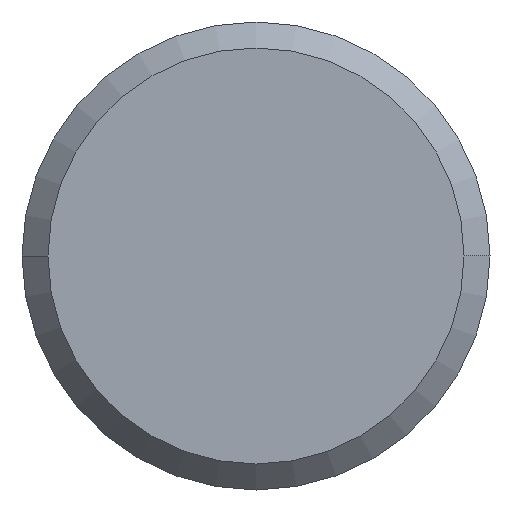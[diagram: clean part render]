
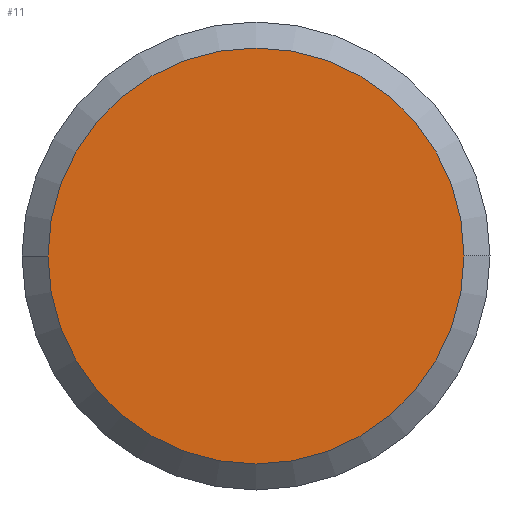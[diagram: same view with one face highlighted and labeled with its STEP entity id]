
A CAD part, left-side view. The second image highlights one B-rep face of the part: STEP entity #11.
In plain terms, the highlighted planar face has unit normal (-1, 0, 0).
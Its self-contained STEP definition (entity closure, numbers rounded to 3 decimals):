
#11 = ADVANCED_FACE ( 'NONE', ( #79 ), #53, .T. ) ;
#20 = VERTEX_POINT ( 'NONE', #104 ) ;
#22 = CARTESIAN_POINT ( 'NONE',  ( -84., 0., 0. ) ) ;
#24 = DIRECTION ( 'NONE',  ( 1., 0., 0. ) ) ;
#40 = VERTEX_POINT ( 'NONE', #153 ) ;
#42 = DIRECTION ( 'NONE',  ( 0., 1., 0. ) ) ;
#46 = ORIENTED_EDGE ( 'NONE', *, *, #309, .F. ) ;
#53 = PLANE ( 'NONE',  #290 ) ;
#55 = CIRCLE ( 'NONE', #245, 8. ) ;
#73 = DIRECTION ( 'NONE',  ( 1., 0., 0. ) ) ;
#79 = FACE_OUTER_BOUND ( 'NONE', #199, .T. ) ;
#86 = ORIENTED_EDGE ( 'NONE', *, *, #327, .F. ) ;
#104 = CARTESIAN_POINT ( 'NONE',  ( -84., -8., 0. ) ) ;
#121 = DIRECTION ( 'NONE',  ( 0., 1., 0. ) ) ;
#134 = DIRECTION ( 'NONE',  ( 0., -1., 0. ) ) ;
#153 = CARTESIAN_POINT ( 'NONE',  ( -84., 8., 0. ) ) ;
#199 = EDGE_LOOP ( 'NONE', ( #46, #86 ) ) ;
#245 = AXIS2_PLACEMENT_3D ( 'NONE', #22, #24, #121 ) ;
#264 = CARTESIAN_POINT ( 'NONE',  ( -84., 0., 0. ) ) ;
#266 = CIRCLE ( 'NONE', #276, 8. ) ;
#276 = AXIS2_PLACEMENT_3D ( 'NONE', #264, #73, #42 ) ;
#281 = CARTESIAN_POINT ( 'NONE',  ( -84., 0., 0. ) ) ;
#290 = AXIS2_PLACEMENT_3D ( 'NONE', #281, #307, #134 ) ;
#307 = DIRECTION ( 'NONE',  ( -1., 0., 0. ) ) ;
#309 = EDGE_CURVE ( 'NONE', #40, #20, #266, .T. ) ;
#327 = EDGE_CURVE ( 'NONE', #20, #40, #55, .T. ) ;
